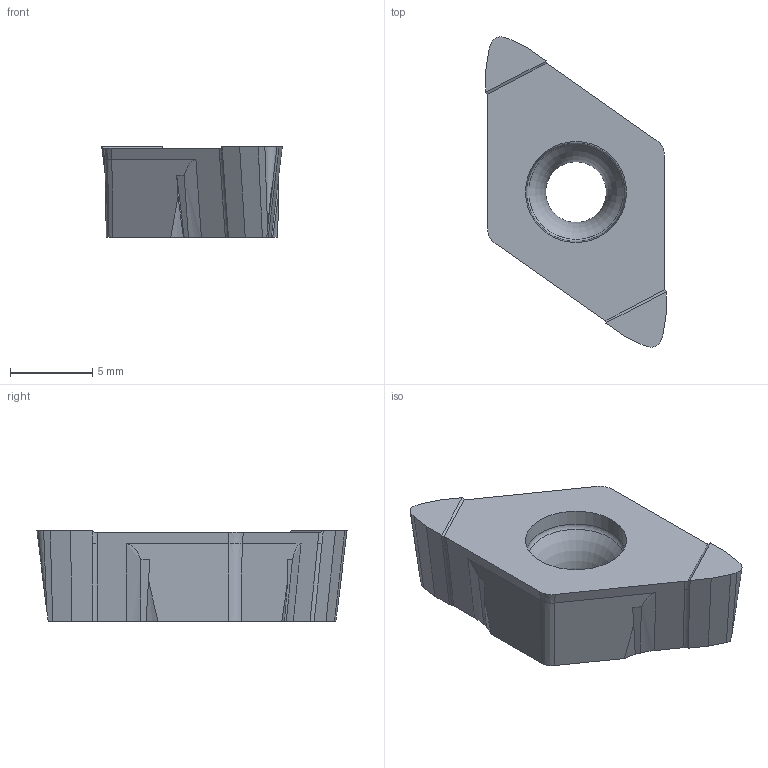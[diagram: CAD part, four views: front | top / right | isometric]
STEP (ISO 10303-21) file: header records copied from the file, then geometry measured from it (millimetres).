
FILE_DESCRIPTION(/* description */ (''),/* implementation_level */ '2;1');
FILE_NAME(/* name */ 'AAA389367_A.STP',/* time_stamp */ '2024-06-04T12:24:05+02:00',/* author */ (''),/* organization */ ('SMS'),/* preprocessor_version */ 'ST-DEVELOPER v16.7',/* originating_system */ 'SIEMENS PLM Software NX 12.0',/* authorisation */ '');
FILE_SCHEMA (('AUTOMOTIVE_DESIGN { 1 0 10303 214 3 1 1 1 }'));
Length unit declared in the file: millimetre
Products named in the file (1): AAA389367_A
Bounding box: 11 x 18.89 x 5.53 mm (x, y, z)
Volume: 610.7 mm3; surface area: 564.3 mm2
Topology: 1 solids, 1 shells, 64 faces, 209 edges, 157 vertices
Faces by surface type: plane 30, cone 15, extrusion 8, bspline 8, torus 2, cylinder 1
Full cylindrical faces by diameter (mm): 3.7 x1
Entity records: 4234 total; most frequent: CARTESIAN_POINT 2481, ORIENTED_EDGE 366, DIRECTION 286, EDGE_CURVE 183, VERTEX_POINT 125, VECTOR 96, AXIS2_PLACEMENT_3D 95, LINE 88
